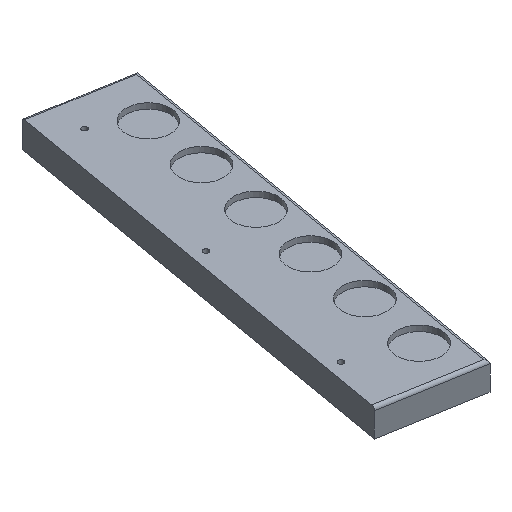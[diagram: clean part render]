
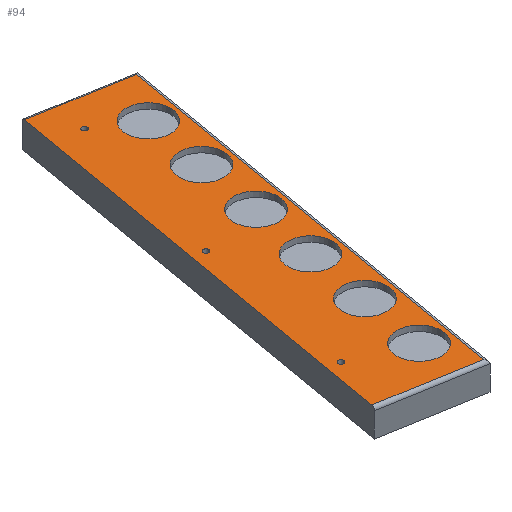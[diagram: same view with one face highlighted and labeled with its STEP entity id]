
A CAD part, isometric view. The second image highlights one B-rep face of the part: STEP entity #94.
In plain terms, the highlighted planar face has unit normal (0, 0, 1).
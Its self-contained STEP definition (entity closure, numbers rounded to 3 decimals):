
#94 = ADVANCED_FACE( '', ( #151, #152, #153, #154, #155, #156, #157, #158, #159, #160 ), #161, .F. );
#151 = FACE_OUTER_BOUND( '', #226, .T. );
#152 = FACE_BOUND( '', #227, .T. );
#153 = FACE_BOUND( '', #228, .T. );
#154 = FACE_BOUND( '', #229, .T. );
#155 = FACE_BOUND( '', #230, .T. );
#156 = FACE_BOUND( '', #231, .T. );
#157 = FACE_BOUND( '', #232, .T. );
#158 = FACE_BOUND( '', #233, .T. );
#159 = FACE_BOUND( '', #234, .T. );
#160 = FACE_BOUND( '', #235, .T. );
#161 = PLANE( '', #236 );
#226 = EDGE_LOOP( '', ( #348, #349, #350, #351 ) );
#227 = EDGE_LOOP( '', ( #352 ) );
#228 = EDGE_LOOP( '', ( #353 ) );
#229 = EDGE_LOOP( '', ( #354 ) );
#230 = EDGE_LOOP( '', ( #355 ) );
#231 = EDGE_LOOP( '', ( #356 ) );
#232 = EDGE_LOOP( '', ( #357 ) );
#233 = EDGE_LOOP( '', ( #358 ) );
#234 = EDGE_LOOP( '', ( #359 ) );
#235 = EDGE_LOOP( '', ( #360 ) );
#236 = AXIS2_PLACEMENT_3D( '', #361, #362, #363 );
#348 = ORIENTED_EDGE( '', *, *, #440, .F. );
#349 = ORIENTED_EDGE( '', *, *, #441, .F. );
#350 = ORIENTED_EDGE( '', *, *, #442, .F. );
#351 = ORIENTED_EDGE( '', *, *, #443, .F. );
#352 = ORIENTED_EDGE( '', *, *, #444, .T. );
#353 = ORIENTED_EDGE( '', *, *, #425, .T. );
#354 = ORIENTED_EDGE( '', *, *, #424, .T. );
#355 = ORIENTED_EDGE( '', *, *, #436, .F. );
#356 = ORIENTED_EDGE( '', *, *, #434, .F. );
#357 = ORIENTED_EDGE( '', *, *, #429, .F. );
#358 = ORIENTED_EDGE( '', *, *, #427, .F. );
#359 = ORIENTED_EDGE( '', *, *, #431, .F. );
#360 = ORIENTED_EDGE( '', *, *, #445, .F. );
#361 = CARTESIAN_POINT( '', ( 0., 0., -589.8 ) );
#362 = DIRECTION( '', ( 0., 0., -1. ) );
#363 = DIRECTION( '', ( 0., -1., 0. ) );
#424 = EDGE_CURVE( '', #470, #470, #471, .T. );
#425 = EDGE_CURVE( '', #472, #472, #473, .T. );
#427 = EDGE_CURVE( '', #476, #476, #477, .T. );
#429 = EDGE_CURVE( '', #480, #480, #481, .T. );
#431 = EDGE_CURVE( '', #484, #484, #485, .T. );
#434 = EDGE_CURVE( '', #490, #490, #491, .T. );
#436 = EDGE_CURVE( '', #494, #494, #495, .T. );
#440 = EDGE_CURVE( '', #500, #496, #502, .T. );
#441 = EDGE_CURVE( '', #503, #500, #504, .T. );
#442 = EDGE_CURVE( '', #505, #503, #506, .T. );
#443 = EDGE_CURVE( '', #496, #505, #507, .T. );
#444 = EDGE_CURVE( '', #508, #508, #509, .T. );
#445 = EDGE_CURVE( '', #510, #510, #511, .T. );
#470 = VERTEX_POINT( '', #544 );
#471 = CIRCLE( '', #545, 2.5 );
#472 = VERTEX_POINT( '', #546 );
#473 = CIRCLE( '', #547, 2.5 );
#476 = VERTEX_POINT( '', #550 );
#477 = CIRCLE( '', #551, 20. );
#480 = VERTEX_POINT( '', #554 );
#481 = CIRCLE( '', #555, 20. );
#484 = VERTEX_POINT( '', #558 );
#485 = CIRCLE( '', #559, 20. );
#490 = VERTEX_POINT( '', #564 );
#491 = CIRCLE( '', #565, 20. );
#494 = VERTEX_POINT( '', #568 );
#495 = CIRCLE( '', #569, 20. );
#496 = VERTEX_POINT( '', #570 );
#500 = VERTEX_POINT( '', #575 );
#502 = LINE( '', #595, #596 );
#503 = VERTEX_POINT( '', #597 );
#504 = LINE( '', #598, #599 );
#505 = VERTEX_POINT( '', #600 );
#506 = LINE( '', #601, #602 );
#507 = LINE( '', #603, #604 );
#508 = VERTEX_POINT( '', #605 );
#509 = CIRCLE( '', #606, 2.5 );
#510 = VERTEX_POINT( '', #607 );
#511 = CIRCLE( '', #608, 20. );
#544 = CARTESIAN_POINT( '', ( 1655.404, -633.373, -589.8 ) );
#545 = AXIS2_PLACEMENT_3D( '', #652, #653, #654 );
#546 = CARTESIAN_POINT( '', ( 1681.108, -485.997, -589.8 ) );
#547 = AXIS2_PLACEMENT_3D( '', #655, #656, #657 );
#550 = CARTESIAN_POINT( '', ( 1753.782, -475.877, -589.8 ) );
#551 = AXIS2_PLACEMENT_3D( '', #661, #662, #663 );
#554 = CARTESIAN_POINT( '', ( 1743.43, -535.231, -589.8 ) );
#555 = AXIS2_PLACEMENT_3D( '', #667, #668, #669 );
#558 = CARTESIAN_POINT( '', ( 1764.134, -416.523, -589.8 ) );
#559 = AXIS2_PLACEMENT_3D( '', #673, #674, #675 );
#564 = CARTESIAN_POINT( '', ( 1733.078, -594.585, -589.8 ) );
#565 = AXIS2_PLACEMENT_3D( '', #682, #683, #684 );
#568 = CARTESIAN_POINT( '', ( 1722.726, -653.939, -589.8 ) );
#569 = AXIS2_PLACEMENT_3D( '', #688, #689, #690 );
#570 = CARTESIAN_POINT( '', ( 1633.294, -680.707, -589.8 ) );
#575 = CARTESIAN_POINT( '', ( 1719.098, -695.672, -589.8 ) );
#595 = CARTESIAN_POINT( '', ( 1710.666, -694.202, -589.8 ) );
#596 = VECTOR( '', #695, 1000. );
#597 = CARTESIAN_POINT( '', ( 1785.18, -316.792, -589.8 ) );
#598 = CARTESIAN_POINT( '', ( 1753.401, -498.999, -589.8 ) );
#599 = VECTOR( '', #696, 1000. );
#600 = CARTESIAN_POINT( '', ( 1699.375, -301.827, -589.8 ) );
#601 = CARTESIAN_POINT( '', ( 1710.666, -303.796, -589.8 ) );
#602 = VECTOR( '', #697, 1000. );
#603 = CARTESIAN_POINT( '', ( 1666.335, -491.267, -589.8 ) );
#604 = VECTOR( '', #698, 1000. );
#605 = CARTESIAN_POINT( '', ( 1722.06, -335.8, -589.8 ) );
#606 = AXIS2_PLACEMENT_3D( '', #699, #700, #701 );
#607 = CARTESIAN_POINT( '', ( 1774.271, -358.4, -589.8 ) );
#608 = AXIS2_PLACEMENT_3D( '', #702, #703, #704 );
#652 = CARTESIAN_POINT( '', ( 1652.904, -633.373, -589.8 ) );
#653 = DIRECTION( '', ( 0., 0., -1. ) );
#654 = DIRECTION( '', ( 1., 0., 0. ) );
#655 = CARTESIAN_POINT( '', ( 1678.608, -485.997, -589.8 ) );
#656 = DIRECTION( '', ( 0., 0., -1. ) );
#657 = DIRECTION( '', ( 1., 0., 0. ) );
#661 = CARTESIAN_POINT( '', ( 1733.782, -475.877, -589.8 ) );
#662 = DIRECTION( '', ( 0., 0., 1. ) );
#663 = DIRECTION( '', ( 1., 0., 0. ) );
#667 = CARTESIAN_POINT( '', ( 1723.43, -535.231, -589.8 ) );
#668 = DIRECTION( '', ( 0., 0., 1. ) );
#669 = DIRECTION( '', ( 1., 0., 0. ) );
#673 = CARTESIAN_POINT( '', ( 1744.134, -416.523, -589.8 ) );
#674 = DIRECTION( '', ( 0., 0., 1. ) );
#675 = DIRECTION( '', ( 1., 0., 0. ) );
#682 = CARTESIAN_POINT( '', ( 1713.078, -594.585, -589.8 ) );
#683 = DIRECTION( '', ( 0., 0., 1. ) );
#684 = DIRECTION( '', ( 1., 0., 0. ) );
#688 = CARTESIAN_POINT( '', ( 1702.726, -653.939, -589.8 ) );
#689 = DIRECTION( '', ( 0., 0., 1. ) );
#690 = DIRECTION( '', ( 1., 0., 0. ) );
#695 = DIRECTION( '', ( -0.985, 0.172, 0. ) );
#696 = DIRECTION( '', ( -0.172, -0.985, 0. ) );
#697 = DIRECTION( '', ( 0.985, -0.172, 0. ) );
#698 = DIRECTION( '', ( 0.172, 0.985, 0. ) );
#699 = CARTESIAN_POINT( '', ( 1719.56, -335.8, -589.8 ) );
#700 = DIRECTION( '', ( 0., 0., -1. ) );
#701 = DIRECTION( '', ( 1., 0., 0. ) );
#702 = CARTESIAN_POINT( '', ( 1754.271, -358.4, -589.8 ) );
#703 = DIRECTION( '', ( 0., 0., 1. ) );
#704 = DIRECTION( '', ( 1., 0., 0. ) );
